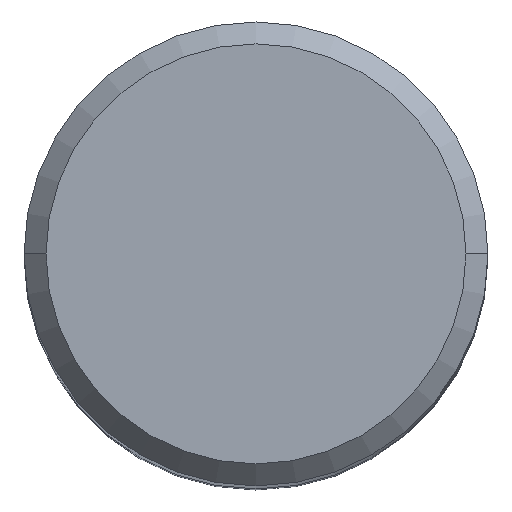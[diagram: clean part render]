
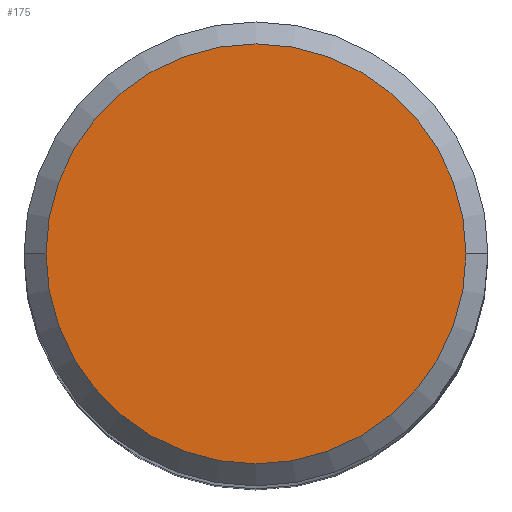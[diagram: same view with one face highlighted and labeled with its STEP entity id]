
A CAD part, top view. The second image highlights one B-rep face of the part: STEP entity #175.
In plain terms, the highlighted planar face has unit normal (0, 0, 1).
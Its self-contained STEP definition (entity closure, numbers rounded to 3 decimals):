
#45=PLANE('',#2009);
#175=ADVANCED_FACE('',(#318),#45,.T.);
#318=FACE_OUTER_BOUND('',#422,.T.);
#422=EDGE_LOOP('',(#712,#713,#714,#715));
#712=ORIENTED_EDGE('',*,*,#1207,.T.);
#713=ORIENTED_EDGE('',*,*,#1211,.T.);
#714=ORIENTED_EDGE('',*,*,#1210,.T.);
#715=ORIENTED_EDGE('',*,*,#1208,.T.);
#1012=VERTEX_POINT('',#3337);
#1013=VERTEX_POINT('',#3339);
#1014=VERTEX_POINT('',#3341);
#1015=VERTEX_POINT('',#3345);
#1207=EDGE_CURVE('',#1013,#1012,#1464,.T.);
#1208=EDGE_CURVE('',#1014,#1013,#1465,.T.);
#1210=EDGE_CURVE('',#1015,#1014,#1466,.T.);
#1211=EDGE_CURVE('',#1012,#1015,#1467,.T.);
#1464=CIRCLE('',#2003,11.5);
#1465=CIRCLE('',#2004,11.5);
#1466=CIRCLE('',#2006,11.5);
#1467=CIRCLE('',#2007,11.5);
#2003=AXIS2_PLACEMENT_3D('',#3338,#2504,#2505);
#2004=AXIS2_PLACEMENT_3D('',#3340,#2506,#2507);
#2006=AXIS2_PLACEMENT_3D('',#3344,#2511,#2512);
#2007=AXIS2_PLACEMENT_3D('',#3346,#2513,#2514);
#2009=AXIS2_PLACEMENT_3D('',#3348,#2517,#2518);
#2504=DIRECTION('',(0.,0.,1.));
#2505=DIRECTION('',(0.,-1.,0.));
#2506=DIRECTION('',(0.,0.,1.));
#2507=DIRECTION('',(-1.,0.,0.));
#2511=DIRECTION('',(0.,0.,1.));
#2512=DIRECTION('',(0.,1.,0.));
#2513=DIRECTION('',(0.,0.,1.));
#2514=DIRECTION('',(1.,0.,0.));
#2517=DIRECTION('',(0.,0.,1.));
#2518=DIRECTION('',(-1.,0.,0.));
#3337=CARTESIAN_POINT('',(11.5,0.,0.));
#3338=CARTESIAN_POINT('',(0.,0.,0.));
#3339=CARTESIAN_POINT('',(0.,-11.5,0.));
#3340=CARTESIAN_POINT('',(0.,0.,0.));
#3341=CARTESIAN_POINT('',(-11.5,0.,0.));
#3344=CARTESIAN_POINT('',(0.,0.,0.));
#3345=CARTESIAN_POINT('',(0.,11.5,0.));
#3346=CARTESIAN_POINT('',(0.,0.,0.));
#3348=CARTESIAN_POINT('',(0.,0.,0.));
